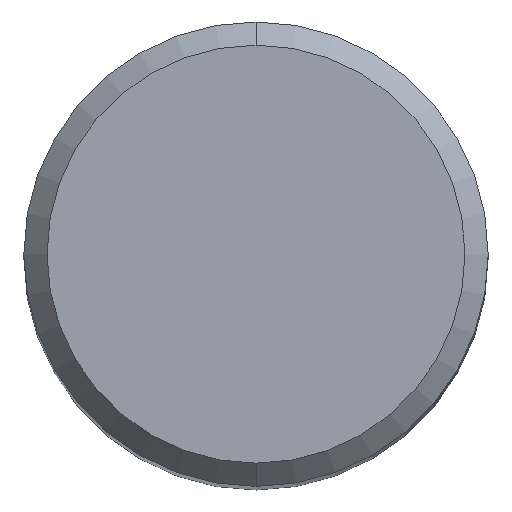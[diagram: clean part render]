
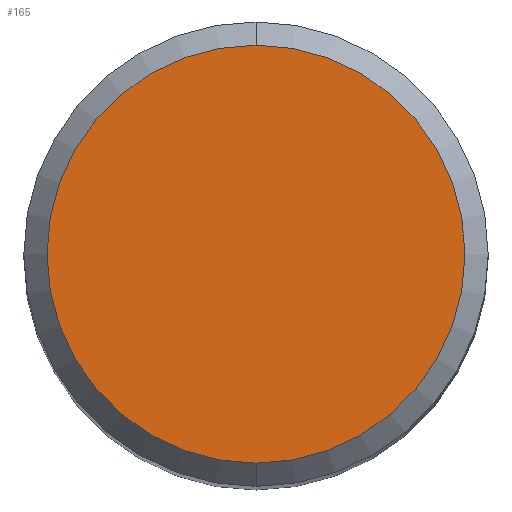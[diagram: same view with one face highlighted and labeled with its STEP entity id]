
A CAD part, top view. The second image highlights one B-rep face of the part: STEP entity #165.
In plain terms, the highlighted planar face has unit normal (0, 0, 1).
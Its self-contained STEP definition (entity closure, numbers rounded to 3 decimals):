
#105=EDGE_CURVE('',#111,#229,#256,.T.);
#111=VERTEX_POINT('',#262);
#119=EDGE_CURVE('',#229,#111,#270,.T.);
#165=ADVANCED_FACE('',(#319),#320,.T.);
#229=VERTEX_POINT('',#397);
#256=CIRCLE('',#423,3.6);
#262=CARTESIAN_POINT('',(0.0,3.6,0.));
#270=CIRCLE('',#443,3.6);
#319=FACE_OUTER_BOUND('',#504,.T.);
#320=PLANE('',#505);
#397=CARTESIAN_POINT('',(0.,-3.6,0.));
#423=AXIS2_PLACEMENT_3D('',#604,#605,#606);
#443=AXIS2_PLACEMENT_3D('',#612,#613,#614);
#504=EDGE_LOOP('',(#660,#661));
#505=AXIS2_PLACEMENT_3D('',#662,#663,#664);
#604=CARTESIAN_POINT('',(0.0,0.0,0.));
#605=DIRECTION('',(0.0,0.0,-1.0));
#606=DIRECTION('',(0.0,1.0,0.0));
#612=CARTESIAN_POINT('',(0.0,0.0,0.));
#613=DIRECTION('',(0.0,0.0,-1.0));
#614=DIRECTION('',(0.0,1.0,0.0));
#660=ORIENTED_EDGE('',*,*,#105,.F.);
#661=ORIENTED_EDGE('',*,*,#119,.F.);
#662=CARTESIAN_POINT('',(0.0,1.8,0.));
#663=DIRECTION('',(-0.0,0.0,1.0));
#664=DIRECTION('',(0.0,-1.0,0.0));
